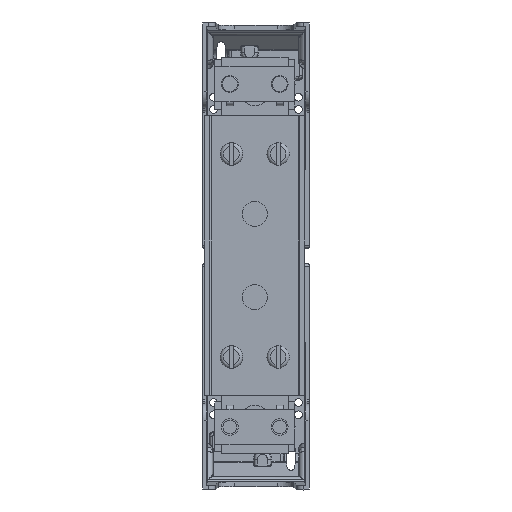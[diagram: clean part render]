
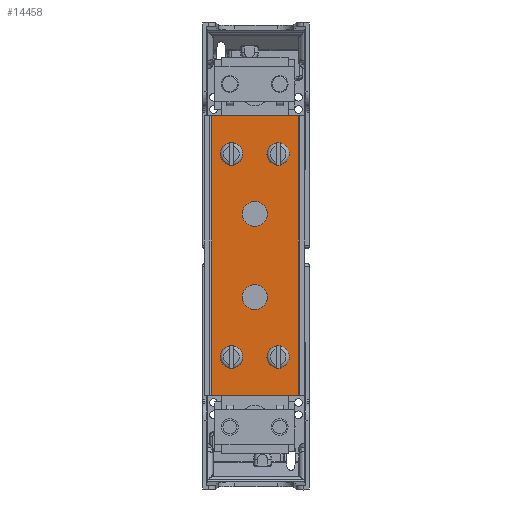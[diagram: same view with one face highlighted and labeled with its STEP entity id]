
A CAD part, front view. The second image highlights one B-rep face of the part: STEP entity #14458.
In plain terms, the highlighted planar face has unit normal (0, -1, 0).
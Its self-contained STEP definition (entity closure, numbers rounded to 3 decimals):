
#13036=DIRECTION('',(-1.,0.,0.));
#13037=VECTOR('',#13036,26.);
#13038=CARTESIAN_POINT('',(13.,0.,-42.));
#13039=LINE('',#13038,#13037);
#13043=CARTESIAN_POINT('',(7.,0.,30.5));
#13044=DIRECTION('',(0.,-1.,0.));
#13045=DIRECTION('',(1.,0.,0.));
#13046=AXIS2_PLACEMENT_3D('',#13043,#13044,#13045);
#13051=CARTESIAN_POINT('',(7.,0.,30.5));
#13052=DIRECTION('',(0.,-1.,0.));
#13053=DIRECTION('',(-1.,0.,0.));
#13054=AXIS2_PLACEMENT_3D('',#13051,#13052,#13053);
#13059=CARTESIAN_POINT('',(-7.,0.,30.5));
#13060=DIRECTION('',(0.,-1.,0.));
#13061=DIRECTION('',(1.,0.,0.));
#13062=AXIS2_PLACEMENT_3D('',#13059,#13060,#13061);
#13067=CARTESIAN_POINT('',(-7.,0.,30.5));
#13068=DIRECTION('',(0.,-1.,0.));
#13069=DIRECTION('',(-1.,0.,0.));
#13070=AXIS2_PLACEMENT_3D('',#13067,#13068,#13069);
#13075=CARTESIAN_POINT('',(7.,0.,-30.5));
#13076=DIRECTION('',(0.,-1.,0.));
#13077=DIRECTION('',(1.,0.,0.));
#13078=AXIS2_PLACEMENT_3D('',#13075,#13076,#13077);
#13083=CARTESIAN_POINT('',(7.,0.,-30.5));
#13084=DIRECTION('',(0.,-1.,0.));
#13085=DIRECTION('',(-1.,0.,0.));
#13086=AXIS2_PLACEMENT_3D('',#13083,#13084,#13085);
#13091=CARTESIAN_POINT('',(-7.,0.,-30.5));
#13092=DIRECTION('',(0.,-1.,0.));
#13093=DIRECTION('',(1.,0.,0.));
#13094=AXIS2_PLACEMENT_3D('',#13091,#13092,#13093);
#13099=CARTESIAN_POINT('',(-7.,0.,-30.5));
#13100=DIRECTION('',(0.,-1.,0.));
#13101=DIRECTION('',(-1.,0.,0.));
#13102=AXIS2_PLACEMENT_3D('',#13099,#13100,#13101);
#13107=CARTESIAN_POINT('',(0.,0.,-12.5));
#13108=DIRECTION('',(0.,-1.,0.));
#13109=DIRECTION('',(-1.,0.,0.));
#13110=AXIS2_PLACEMENT_3D('',#13107,#13108,#13109);
#13115=CARTESIAN_POINT('',(0.,0.,-12.5));
#13116=DIRECTION('',(0.,-1.,0.));
#13117=DIRECTION('',(1.,0.,0.));
#13118=AXIS2_PLACEMENT_3D('',#13115,#13116,#13117);
#13123=CARTESIAN_POINT('',(0.,0.,12.5));
#13124=DIRECTION('',(0.,1.,0.));
#13125=DIRECTION('',(-1.,0.,0.));
#13126=AXIS2_PLACEMENT_3D('',#13123,#13124,#13125);
#13131=CARTESIAN_POINT('',(0.,0.,12.5));
#13132=DIRECTION('',(0.,1.,0.));
#13133=DIRECTION('',(1.,0.,0.));
#13134=AXIS2_PLACEMENT_3D('',#13131,#13132,#13133);
#13146=DIRECTION('',(0.,0.,-1.));
#13147=VECTOR('',#13146,84.);
#13148=CARTESIAN_POINT('',(-13.,0.,42.));
#13149=LINE('',#13148,#13147);
#13540=DIRECTION('',(0.,0.,1.));
#13541=VECTOR('',#13540,84.);
#13542=CARTESIAN_POINT('',(13.,0.,-42.));
#13543=LINE('',#13542,#13541);
#13554=DIRECTION('',(-1.,0.,0.));
#13555=VECTOR('',#13554,26.);
#13556=CARTESIAN_POINT('',(13.,0.,42.));
#13557=LINE('',#13556,#13555);
#14157=CARTESIAN_POINT('',(13.,0.,-42.));
#14158=CARTESIAN_POINT('',(-13.,0.,-42.));
#14159=VERTEX_POINT('',#14157);
#14160=VERTEX_POINT('',#14158);
#14181=CARTESIAN_POINT('',(-13.,0.,42.));
#14182=VERTEX_POINT('',#14181);
#14183=CARTESIAN_POINT('',(13.,0.,42.));
#14184=VERTEX_POINT('',#14183);
#14185=CARTESIAN_POINT('',(9.15,0.,30.5));
#14186=CARTESIAN_POINT('',(4.85,0.,30.5));
#14187=VERTEX_POINT('',#14185);
#14188=VERTEX_POINT('',#14186);
#14189=CARTESIAN_POINT('',(-4.85,0.,30.5));
#14190=CARTESIAN_POINT('',(-9.15,0.,30.5));
#14191=VERTEX_POINT('',#14189);
#14192=VERTEX_POINT('',#14190);
#14193=CARTESIAN_POINT('',(9.15,0.,-30.5));
#14194=CARTESIAN_POINT('',(4.85,0.,-30.5));
#14195=VERTEX_POINT('',#14193);
#14196=VERTEX_POINT('',#14194);
#14197=CARTESIAN_POINT('',(-4.85,0.,-30.5));
#14198=CARTESIAN_POINT('',(-9.15,0.,-30.5));
#14199=VERTEX_POINT('',#14197);
#14200=VERTEX_POINT('',#14198);
#14201=CARTESIAN_POINT('',(-3.75,0.,-12.5));
#14202=CARTESIAN_POINT('',(3.75,0.,-12.5));
#14203=VERTEX_POINT('',#14201);
#14204=VERTEX_POINT('',#14202);
#14245=CARTESIAN_POINT('',(-3.75,0.,12.5));
#14246=CARTESIAN_POINT('',(3.75,0.,12.5));
#14247=VERTEX_POINT('',#14245);
#14248=VERTEX_POINT('',#14246);
#14408=CARTESIAN_POINT('',(-13.,0.,-42.));
#14409=DIRECTION('',(0.,-1.,0.));
#14410=DIRECTION('',(1.,0.,0.));
#14411=AXIS2_PLACEMENT_3D('',#14408,#14409,#14410);
#14412=PLANE('',#14411);
#14413=ORIENTED_EDGE('',*,*,#14374,.T.);
#14415=ORIENTED_EDGE('',*,*,#14414,.F.);
#14417=ORIENTED_EDGE('',*,*,#14416,.F.);
#14419=ORIENTED_EDGE('',*,*,#14418,.F.);
#14420=EDGE_LOOP('',(#14413,#14415,#14417,#14419));
#14421=FACE_OUTER_BOUND('',#14420,.F.);
#14423=ORIENTED_EDGE('',*,*,#14422,.T.);
#14425=ORIENTED_EDGE('',*,*,#14424,.T.);
#14426=EDGE_LOOP('',(#14423,#14425));
#14427=FACE_BOUND('',#14426,.F.);
#14429=ORIENTED_EDGE('',*,*,#14428,.T.);
#14431=ORIENTED_EDGE('',*,*,#14430,.T.);
#14432=EDGE_LOOP('',(#14429,#14431));
#14433=FACE_BOUND('',#14432,.F.);
#14435=ORIENTED_EDGE('',*,*,#14434,.T.);
#14437=ORIENTED_EDGE('',*,*,#14436,.T.);
#14438=EDGE_LOOP('',(#14435,#14437));
#14439=FACE_BOUND('',#14438,.F.);
#14441=ORIENTED_EDGE('',*,*,#14440,.T.);
#14443=ORIENTED_EDGE('',*,*,#14442,.T.);
#14444=EDGE_LOOP('',(#14441,#14443));
#14445=FACE_BOUND('',#14444,.F.);
#14447=ORIENTED_EDGE('',*,*,#14446,.T.);
#14449=ORIENTED_EDGE('',*,*,#14448,.T.);
#14450=EDGE_LOOP('',(#14447,#14449));
#14451=FACE_BOUND('',#14450,.F.);
#14453=ORIENTED_EDGE('',*,*,#14452,.F.);
#14455=ORIENTED_EDGE('',*,*,#14454,.F.);
#14456=EDGE_LOOP('',(#14453,#14455));
#14457=FACE_BOUND('',#14456,.F.);
#13047=CIRCLE('',#13046,2.15);
#13055=CIRCLE('',#13054,2.15);
#13063=CIRCLE('',#13062,2.15);
#13071=CIRCLE('',#13070,2.15);
#13079=CIRCLE('',#13078,2.15);
#13087=CIRCLE('',#13086,2.15);
#13095=CIRCLE('',#13094,2.15);
#13103=CIRCLE('',#13102,2.15);
#13111=CIRCLE('',#13110,3.75);
#13119=CIRCLE('',#13118,3.75);
#13127=CIRCLE('',#13126,3.75);
#13135=CIRCLE('',#13134,3.75);
#14374=EDGE_CURVE('',#14159,#14160,#13039,.T.);
#14414=EDGE_CURVE('',#14182,#14160,#13149,.T.);
#14416=EDGE_CURVE('',#14184,#14182,#13557,.T.);
#14418=EDGE_CURVE('',#14159,#14184,#13543,.T.);
#14422=EDGE_CURVE('',#14187,#14188,#13047,.T.);
#14424=EDGE_CURVE('',#14188,#14187,#13055,.T.);
#14428=EDGE_CURVE('',#14191,#14192,#13063,.T.);
#14430=EDGE_CURVE('',#14192,#14191,#13071,.T.);
#14434=EDGE_CURVE('',#14195,#14196,#13079,.T.);
#14436=EDGE_CURVE('',#14196,#14195,#13087,.T.);
#14440=EDGE_CURVE('',#14199,#14200,#13095,.T.);
#14442=EDGE_CURVE('',#14200,#14199,#13103,.T.);
#14446=EDGE_CURVE('',#14203,#14204,#13111,.T.);
#14448=EDGE_CURVE('',#14204,#14203,#13119,.T.);
#14452=EDGE_CURVE('',#14247,#14248,#13127,.T.);
#14454=EDGE_CURVE('',#14248,#14247,#13135,.T.);
#14458=ADVANCED_FACE('',(#14421,#14427,#14433,#14439,#14445,#14451,#14457),
#14412,.T.);
